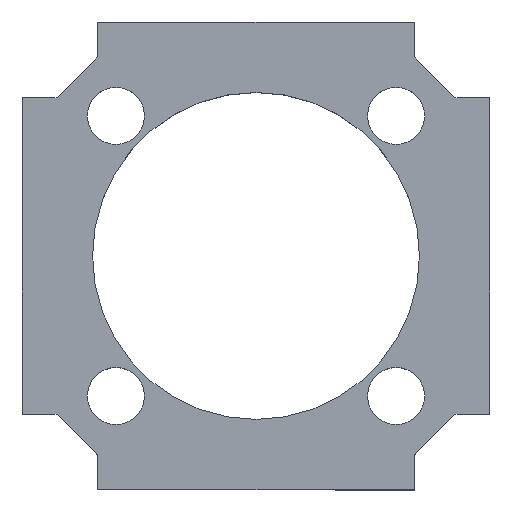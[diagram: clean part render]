
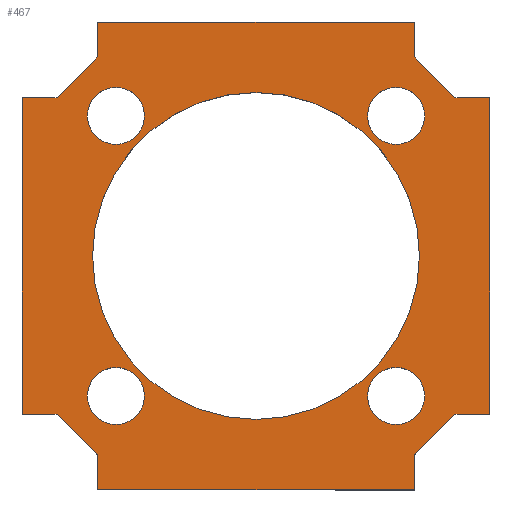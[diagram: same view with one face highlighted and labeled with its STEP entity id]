
A CAD part, top view. The second image highlights one B-rep face of the part: STEP entity #467.
In plain terms, the highlighted planar face has unit normal (0, 0, 1).
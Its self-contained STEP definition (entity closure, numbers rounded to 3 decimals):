
#20=FACE_BOUND('',#80,.T.);
#21=FACE_BOUND('',#81,.T.);
#22=FACE_BOUND('',#82,.T.);
#23=FACE_BOUND('',#83,.T.);
#24=FACE_BOUND('',#84,.T.);
#30=CIRCLE('',#511,17.5);
#31=CIRCLE('',#512,3.05);
#32=CIRCLE('',#513,3.05);
#33=CIRCLE('',#514,3.05);
#34=CIRCLE('',#515,3.05);
#56=FACE_OUTER_BOUND('',#79,.T.);
#79=EDGE_LOOP('',(#371,#372,#373,#374,#375,#376,#377,#378,#379,#380,#381,
#382,#383,#384,#385,#386));
#80=EDGE_LOOP('',(#387));
#81=EDGE_LOOP('',(#388));
#82=EDGE_LOOP('',(#389));
#83=EDGE_LOOP('',(#390));
#84=EDGE_LOOP('',(#391));
#98=LINE('',#656,#151);
#102=LINE('',#663,#155);
#105=LINE('',#669,#158);
#108=LINE('',#675,#161);
#111=LINE('',#681,#164);
#114=LINE('',#687,#167);
#117=LINE('',#693,#170);
#120=LINE('',#699,#173);
#123=LINE('',#705,#176);
#126=LINE('',#711,#179);
#129=LINE('',#717,#182);
#132=LINE('',#723,#185);
#135=LINE('',#729,#188);
#138=LINE('',#735,#191);
#141=LINE('',#741,#194);
#143=LINE('',#744,#196);
#151=VECTOR('',#533,10.);
#155=VECTOR('',#539,10.);
#158=VECTOR('',#544,10.);
#161=VECTOR('',#549,10.);
#164=VECTOR('',#554,10.);
#167=VECTOR('',#559,10.);
#170=VECTOR('',#564,10.);
#173=VECTOR('',#569,10.);
#176=VECTOR('',#574,10.);
#179=VECTOR('',#579,10.);
#182=VECTOR('',#584,10.);
#185=VECTOR('',#589,10.);
#188=VECTOR('',#594,10.);
#191=VECTOR('',#599,10.);
#194=VECTOR('',#604,10.);
#196=VECTOR('',#608,10.);
#204=VERTEX_POINT('',#653);
#205=VERTEX_POINT('',#655);
#207=VERTEX_POINT('',#661);
#209=VERTEX_POINT('',#667);
#211=VERTEX_POINT('',#673);
#213=VERTEX_POINT('',#679);
#215=VERTEX_POINT('',#685);
#217=VERTEX_POINT('',#691);
#219=VERTEX_POINT('',#697);
#221=VERTEX_POINT('',#703);
#223=VERTEX_POINT('',#709);
#225=VERTEX_POINT('',#715);
#227=VERTEX_POINT('',#721);
#229=VERTEX_POINT('',#727);
#231=VERTEX_POINT('',#733);
#233=VERTEX_POINT('',#739);
#234=VERTEX_POINT('',#746);
#235=VERTEX_POINT('',#748);
#236=VERTEX_POINT('',#750);
#237=VERTEX_POINT('',#752);
#238=VERTEX_POINT('',#754);
#246=EDGE_CURVE('',#204,#205,#98,.T.);
#250=EDGE_CURVE('',#207,#204,#102,.T.);
#253=EDGE_CURVE('',#209,#207,#105,.T.);
#256=EDGE_CURVE('',#211,#209,#108,.T.);
#259=EDGE_CURVE('',#213,#211,#111,.T.);
#262=EDGE_CURVE('',#215,#213,#114,.T.);
#265=EDGE_CURVE('',#217,#215,#117,.T.);
#268=EDGE_CURVE('',#219,#217,#120,.T.);
#271=EDGE_CURVE('',#221,#219,#123,.T.);
#274=EDGE_CURVE('',#223,#221,#126,.T.);
#277=EDGE_CURVE('',#225,#223,#129,.T.);
#280=EDGE_CURVE('',#227,#225,#132,.T.);
#283=EDGE_CURVE('',#229,#227,#135,.T.);
#286=EDGE_CURVE('',#231,#229,#138,.T.);
#289=EDGE_CURVE('',#233,#231,#141,.T.);
#291=EDGE_CURVE('',#205,#233,#143,.T.);
#292=EDGE_CURVE('',#234,#234,#30,.T.);
#293=EDGE_CURVE('',#235,#235,#31,.T.);
#294=EDGE_CURVE('',#236,#236,#32,.T.);
#295=EDGE_CURVE('',#237,#237,#33,.T.);
#296=EDGE_CURVE('',#238,#238,#34,.T.);
#371=ORIENTED_EDGE('',*,*,#265,.F.);
#372=ORIENTED_EDGE('',*,*,#268,.F.);
#373=ORIENTED_EDGE('',*,*,#271,.F.);
#374=ORIENTED_EDGE('',*,*,#274,.F.);
#375=ORIENTED_EDGE('',*,*,#277,.F.);
#376=ORIENTED_EDGE('',*,*,#280,.F.);
#377=ORIENTED_EDGE('',*,*,#283,.F.);
#378=ORIENTED_EDGE('',*,*,#286,.F.);
#379=ORIENTED_EDGE('',*,*,#289,.F.);
#380=ORIENTED_EDGE('',*,*,#291,.F.);
#381=ORIENTED_EDGE('',*,*,#246,.F.);
#382=ORIENTED_EDGE('',*,*,#250,.F.);
#383=ORIENTED_EDGE('',*,*,#253,.F.);
#384=ORIENTED_EDGE('',*,*,#256,.F.);
#385=ORIENTED_EDGE('',*,*,#259,.F.);
#386=ORIENTED_EDGE('',*,*,#262,.F.);
#387=ORIENTED_EDGE('',*,*,#292,.T.);
#388=ORIENTED_EDGE('',*,*,#293,.T.);
#389=ORIENTED_EDGE('',*,*,#294,.T.);
#390=ORIENTED_EDGE('',*,*,#295,.T.);
#391=ORIENTED_EDGE('',*,*,#296,.T.);
#449=PLANE('',#510);
#467=ADVANCED_FACE('',(#56,#20,#21,#22,#23,#24),#449,.T.);
#510=AXIS2_PLACEMENT_3D('',#745,#609,#610);
#511=AXIS2_PLACEMENT_3D('',#747,#611,#612);
#512=AXIS2_PLACEMENT_3D('',#749,#613,#614);
#513=AXIS2_PLACEMENT_3D('',#751,#615,#616);
#514=AXIS2_PLACEMENT_3D('',#753,#617,#618);
#515=AXIS2_PLACEMENT_3D('',#755,#619,#620);
#533=DIRECTION('',(0.,-1.,0.));
#539=DIRECTION('',(-0.707,-0.707,0.));
#544=DIRECTION('',(-1.,0.,0.));
#549=DIRECTION('',(0.,-1.,0.));
#554=DIRECTION('',(1.,0.,0.));
#559=DIRECTION('',(0.707,-0.707,0.));
#564=DIRECTION('',(0.,-1.,0.));
#569=DIRECTION('',(1.,0.,0.));
#574=DIRECTION('',(0.,1.,0.));
#579=DIRECTION('',(0.707,0.707,0.));
#584=DIRECTION('',(1.,0.,0.));
#589=DIRECTION('',(0.,1.,0.));
#594=DIRECTION('',(-1.,0.,0.));
#599=DIRECTION('',(-0.707,0.707,0.));
#604=DIRECTION('',(0.,1.,0.));
#608=DIRECTION('',(-1.,0.,0.));
#609=DIRECTION('center_axis',(0.,0.,1.));
#610=DIRECTION('ref_axis',(1.,0.,0.));
#611=DIRECTION('center_axis',(0.,0.,-1.));
#612=DIRECTION('ref_axis',(-1.,0.,0.));
#613=DIRECTION('center_axis',(0.,0.,-1.));
#614=DIRECTION('ref_axis',(-1.,0.,0.));
#615=DIRECTION('center_axis',(0.,0.,-1.));
#616=DIRECTION('ref_axis',(-1.,0.,0.));
#617=DIRECTION('center_axis',(0.,0.,-1.));
#618=DIRECTION('ref_axis',(-1.,0.,0.));
#619=DIRECTION('center_axis',(0.,0.,-1.));
#620=DIRECTION('ref_axis',(-1.,0.,0.));
#653=CARTESIAN_POINT('',(-3.98,-0.375,18.));
#655=CARTESIAN_POINT('',(-3.98,-4.12,18.));
#656=CARTESIAN_POINT('',(-3.98,-0.375,18.));
#661=CARTESIAN_POINT('',(0.375,3.98,18.));
#663=CARTESIAN_POINT('',(0.375,3.98,18.));
#667=CARTESIAN_POINT('',(4.12,3.98,18.));
#669=CARTESIAN_POINT('',(4.12,3.98,18.));
#673=CARTESIAN_POINT('',(4.12,37.88,18.));
#675=CARTESIAN_POINT('',(4.12,37.88,18.));
#679=CARTESIAN_POINT('',(0.375,37.88,18.));
#681=CARTESIAN_POINT('',(0.375,37.88,18.));
#685=CARTESIAN_POINT('',(-3.98,42.234,18.));
#687=CARTESIAN_POINT('',(-3.98,42.234,18.));
#691=CARTESIAN_POINT('',(-3.98,45.98,18.));
#693=CARTESIAN_POINT('',(-3.98,45.98,18.));
#697=CARTESIAN_POINT('',(-37.88,45.98,18.));
#699=CARTESIAN_POINT('',(-37.88,45.98,18.));
#703=CARTESIAN_POINT('',(-37.88,42.234,18.));
#705=CARTESIAN_POINT('',(-37.88,42.234,18.));
#709=CARTESIAN_POINT('',(-42.234,37.88,18.));
#711=CARTESIAN_POINT('',(-42.234,37.88,18.));
#715=CARTESIAN_POINT('',(-45.98,37.88,18.));
#717=CARTESIAN_POINT('',(-45.98,37.88,18.));
#721=CARTESIAN_POINT('',(-45.98,3.98,18.));
#723=CARTESIAN_POINT('',(-45.98,3.98,18.));
#727=CARTESIAN_POINT('',(-42.234,3.98,18.));
#729=CARTESIAN_POINT('',(-42.234,3.98,18.));
#733=CARTESIAN_POINT('',(-37.88,-0.375,18.));
#735=CARTESIAN_POINT('',(-37.88,-0.375,18.));
#739=CARTESIAN_POINT('',(-37.88,-4.12,18.));
#741=CARTESIAN_POINT('',(-37.88,-4.12,18.));
#744=CARTESIAN_POINT('',(-3.98,-4.12,18.));
#745=CARTESIAN_POINT('Origin',(-20.93,20.93,18.));
#746=CARTESIAN_POINT('',(-3.43,20.93,18.));
#747=CARTESIAN_POINT('Origin',(-20.93,20.93,18.));
#748=CARTESIAN_POINT('',(-32.88,5.93,18.));
#749=CARTESIAN_POINT('Origin',(-35.93,5.93,18.));
#750=CARTESIAN_POINT('',(-2.88,35.93,18.));
#751=CARTESIAN_POINT('Origin',(-5.93,35.93,18.));
#752=CARTESIAN_POINT('',(-32.88,35.93,18.));
#753=CARTESIAN_POINT('Origin',(-35.93,35.93,18.));
#754=CARTESIAN_POINT('',(-2.88,5.93,18.));
#755=CARTESIAN_POINT('Origin',(-5.93,5.93,18.));
